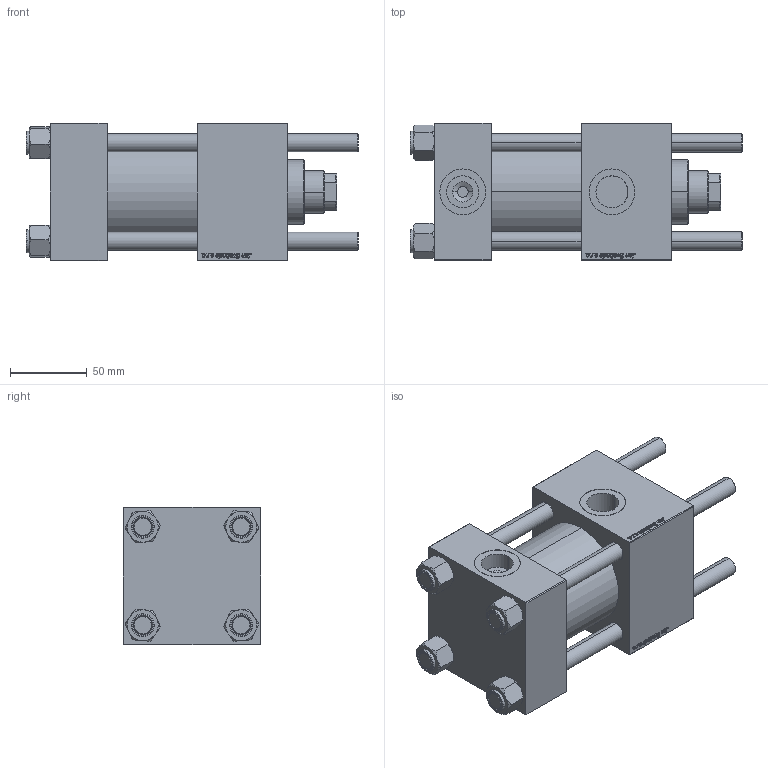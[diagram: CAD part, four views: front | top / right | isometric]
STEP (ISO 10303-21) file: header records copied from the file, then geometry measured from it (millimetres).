
FILE_DESCRIPTION (( 'STEP AP203' ), '1' );
FILE_NAME ('c2c4.STEP', '2024-04-03T08:00:41', ( '' ), ( '' ), 'SwSTEP 2.0', 'SolidWorks 2019', '' );
FILE_SCHEMA (( 'CONFIG_CONTROL_DESIGN' ));
Length unit declared in the file: millimetre
Products named in the file (6): NUT_M5_B 92cc679510b6ffbe2f3ce4600ef5b6c7; V215CR_B-1 92cc679510b6ffbe2f3ce4600ef5b6c7; c2c4; V215_VC_A 92cc679510b6ffbe2f3ce4600ef5b6c7; V215CR_VCP_B 92cc679510b6ffbe2f3ce4600ef5b6c7; V215CR_B_TYCINKA 92cc679510b6ffbe2f3ce4600ef5b6c7
Assembly tree (11 placements, depth 2):
  c2c4
    V215CR_B-1 92cc679510b6ffbe2f3ce4600ef5b6c7
    V215CR_VCP_B 92cc679510b6ffbe2f3ce4600ef5b6c7
    NUT_M5_B 92cc679510b6ffbe2f3ce4600ef5b6c7  x4
    V215CR_B_TYCINKA 92cc679510b6ffbe2f3ce4600ef5b6c7  x4
    V215_VC_A 92cc679510b6ffbe2f3ce4600ef5b6c7
Bounding box: 217 x 90 x 90 mm (x, y, z)
Volume: 981346.3 mm3; surface area: 195011.6 mm2
Topology: 11 solids, 11 shells, 1158 faces, 2935 edges, 1906 vertices
Faces by surface type: bspline 504, plane 432, cone 136, cylinder 78, torus 8
Entity records: 56773 total; most frequent: CARTESIAN_POINT 33990, ORIENTED_EDGE 5362, DIRECTION 2925, EDGE_CURVE 2681, VERTEX_POINT 1762, LINE 1443, VECTOR 1443, EDGE_LOOP 1163
